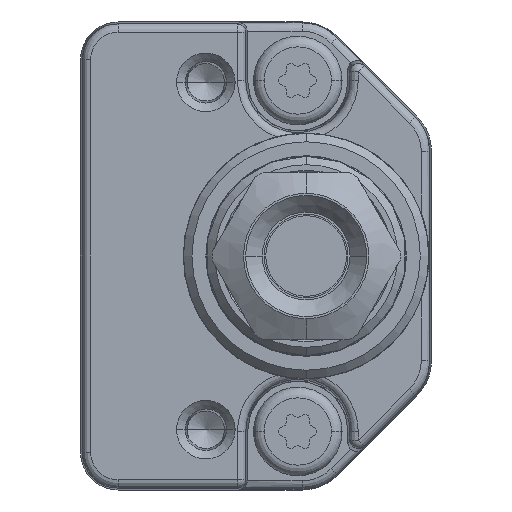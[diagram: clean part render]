
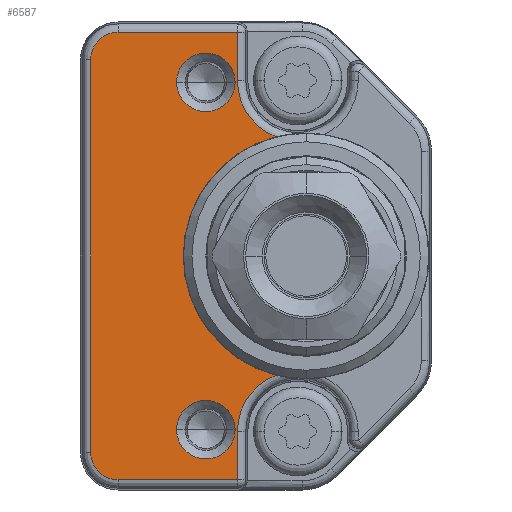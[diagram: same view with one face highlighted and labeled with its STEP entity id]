
A CAD part, left-side view. The second image highlights one B-rep face of the part: STEP entity #6587.
In plain terms, the highlighted planar face has unit normal (-1, 0, 0).
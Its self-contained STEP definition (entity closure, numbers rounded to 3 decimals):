
#572=CARTESIAN_POINT('',(-13.,9.297,-7.127));
#700=CARTESIAN_POINT('',(-13.,9.297,7.127));
#723=CARTESIAN_POINT('',(-13.,8.,-10.5));
#724=DIRECTION('',(1.,0.,0.));
#725=DIRECTION('',(0.,1.,0.));
#726=AXIS2_PLACEMENT_3D('',#723,#724,#725);
#728=DIRECTION('',(0.,0.,1.));
#729=VECTOR('',#728,2.891);
#730=CARTESIAN_POINT('',(-13.,11.614,-13.391));
#731=LINE('',#730,#729);
#732=DIRECTION('',(0.,-1.,0.));
#733=VECTOR('',#732,7.136);
#734=CARTESIAN_POINT('',(-13.,18.75,-13.391));
#735=LINE('',#734,#733);
#736=CARTESIAN_POINT('',(-13.,18.75,-11.75));
#737=DIRECTION('',(-1.,0.,0.));
#738=DIRECTION('',(0.,1.,0.));
#739=AXIS2_PLACEMENT_3D('',#736,#737,#738);
#741=DIRECTION('',(0.,0.,-1.));
#742=VECTOR('',#741,23.5);
#743=CARTESIAN_POINT('',(-13.,20.391,11.75));
#744=LINE('',#743,#742);
#745=CARTESIAN_POINT('',(-13.,18.75,11.75));
#746=DIRECTION('',(-1.,0.,0.));
#747=DIRECTION('',(0.,0.,1.));
#748=AXIS2_PLACEMENT_3D('',#745,#746,#747);
#750=DIRECTION('',(0.,1.,0.));
#751=VECTOR('',#750,7.136);
#752=CARTESIAN_POINT('',(-13.,11.614,13.391));
#753=LINE('',#752,#751);
#754=DIRECTION('',(0.,0.,1.));
#755=VECTOR('',#754,2.891);
#756=CARTESIAN_POINT('',(-13.,11.614,10.5));
#757=LINE('',#756,#755);
#758=CARTESIAN_POINT('',(-13.,8.,10.5));
#759=DIRECTION('',(1.,0.,0.));
#760=DIRECTION('',(0.,0.359,-0.933));
#761=AXIS2_PLACEMENT_3D('',#758,#759,#760);
#763=CARTESIAN_POINT('',(-13.,7.5,0.));
#764=DIRECTION('',(-1.,0.,0.));
#765=DIRECTION('',(0.,0.244,0.97));
#766=AXIS2_PLACEMENT_3D('',#763,#764,#765);
#768=CARTESIAN_POINT('',(-13.,13.5,-10.392));
#769=DIRECTION('',(1.,0.,0.));
#770=DIRECTION('',(0.,-1.,0.));
#771=AXIS2_PLACEMENT_3D('',#768,#769,#770);
#773=CARTESIAN_POINT('',(-13.,13.5,-10.392));
#774=DIRECTION('',(1.,0.,0.));
#775=DIRECTION('',(0.,1.,0.));
#776=AXIS2_PLACEMENT_3D('',#773,#774,#775);
#778=CARTESIAN_POINT('',(-13.,13.5,10.392));
#779=DIRECTION('',(1.,0.,0.));
#780=DIRECTION('',(0.,-1.,0.));
#781=AXIS2_PLACEMENT_3D('',#778,#779,#780);
#783=CARTESIAN_POINT('',(-13.,13.5,10.392));
#784=DIRECTION('',(1.,0.,0.));
#785=DIRECTION('',(0.,1.,0.));
#786=AXIS2_PLACEMENT_3D('',#783,#784,#785);
#4815=VERTEX_POINT('',#572);
#4816=VERTEX_POINT('',#700);
#4833=CARTESIAN_POINT('',(-13.,20.391,-11.75));
#4834=CARTESIAN_POINT('',(-13.,18.75,-13.391));
#4835=VERTEX_POINT('',#4833);
#4836=VERTEX_POINT('',#4834);
#4841=CARTESIAN_POINT('',(-13.,20.391,11.75));
#4842=VERTEX_POINT('',#4841);
#4845=CARTESIAN_POINT('',(-13.,18.75,13.391));
#4846=VERTEX_POINT('',#4845);
#4875=CARTESIAN_POINT('',(-13.,11.614,-10.5));
#4876=VERTEX_POINT('',#4875);
#4877=CARTESIAN_POINT('',(-13.,11.614,-13.391));
#4878=VERTEX_POINT('',#4877);
#4895=CARTESIAN_POINT('',(-13.,11.614,10.5));
#4896=VERTEX_POINT('',#4895);
#4897=CARTESIAN_POINT('',(-13.,11.614,13.391));
#4898=VERTEX_POINT('',#4897);
#4956=CARTESIAN_POINT('',(-13.,11.75,-10.392));
#4957=CARTESIAN_POINT('',(-13.,15.25,-10.392));
#4958=VERTEX_POINT('',#4956);
#4959=VERTEX_POINT('',#4957);
#4964=CARTESIAN_POINT('',(-13.,11.75,10.392));
#4965=CARTESIAN_POINT('',(-13.,15.25,10.392));
#4966=VERTEX_POINT('',#4964);
#4967=VERTEX_POINT('',#4965);
#6552=CARTESIAN_POINT('',(-13.,0.,0.));
#6553=DIRECTION('',(-1.,0.,0.));
#6554=DIRECTION('',(0.,0.,1.));
#6555=AXIS2_PLACEMENT_3D('',#6552,#6553,#6554);
#6556=PLANE('',#6555);
#6557=ORIENTED_EDGE('',*,*,#6400,.F.);
#6559=ORIENTED_EDGE('',*,*,#6558,.F.);
#6561=ORIENTED_EDGE('',*,*,#6560,.F.);
#6563=ORIENTED_EDGE('',*,*,#6562,.F.);
#6565=ORIENTED_EDGE('',*,*,#6564,.F.);
#6567=ORIENTED_EDGE('',*,*,#6566,.F.);
#6569=ORIENTED_EDGE('',*,*,#6568,.F.);
#6570=ORIENTED_EDGE('',*,*,#6543,.F.);
#6571=ORIENTED_EDGE('',*,*,#6501,.F.);
#6572=ORIENTED_EDGE('',*,*,#6415,.T.);
#6573=EDGE_LOOP('',(#6557,#6559,#6561,#6563,#6565,#6567,#6569,#6570,#6571,
#6572));
#6574=FACE_OUTER_BOUND('',#6573,.F.);
#6576=ORIENTED_EDGE('',*,*,#6575,.F.);
#6578=ORIENTED_EDGE('',*,*,#6577,.F.);
#6579=EDGE_LOOP('',(#6576,#6578));
#6580=FACE_BOUND('',#6579,.F.);
#6582=ORIENTED_EDGE('',*,*,#6581,.F.);
#6584=ORIENTED_EDGE('',*,*,#6583,.F.);
#6585=EDGE_LOOP('',(#6582,#6584));
#6586=FACE_BOUND('',#6585,.F.);
#6587=ADVANCED_FACE('',(#6574,#6580,#6586),#6556,.T.);
#727=CIRCLE('',#726,3.614);
#740=CIRCLE('',#739,1.641);
#749=CIRCLE('',#748,1.641);
#762=CIRCLE('',#761,3.614);
#767=CIRCLE('',#766,7.35);
#772=CIRCLE('',#771,1.75);
#777=CIRCLE('',#776,1.75);
#782=CIRCLE('',#781,1.75);
#787=CIRCLE('',#786,1.75);
#6400=EDGE_CURVE('',#4876,#4815,#727,.T.);
#6415=EDGE_CURVE('',#4816,#4815,#767,.T.);
#6501=EDGE_CURVE('',#4816,#4896,#762,.T.);
#6543=EDGE_CURVE('',#4896,#4898,#757,.T.);
#6558=EDGE_CURVE('',#4878,#4876,#731,.T.);
#6560=EDGE_CURVE('',#4836,#4878,#735,.T.);
#6562=EDGE_CURVE('',#4835,#4836,#740,.T.);
#6564=EDGE_CURVE('',#4842,#4835,#744,.T.);
#6566=EDGE_CURVE('',#4846,#4842,#749,.T.);
#6568=EDGE_CURVE('',#4898,#4846,#753,.T.);
#6575=EDGE_CURVE('',#4958,#4959,#772,.T.);
#6577=EDGE_CURVE('',#4959,#4958,#777,.T.);
#6581=EDGE_CURVE('',#4966,#4967,#782,.T.);
#6583=EDGE_CURVE('',#4967,#4966,#787,.T.);
